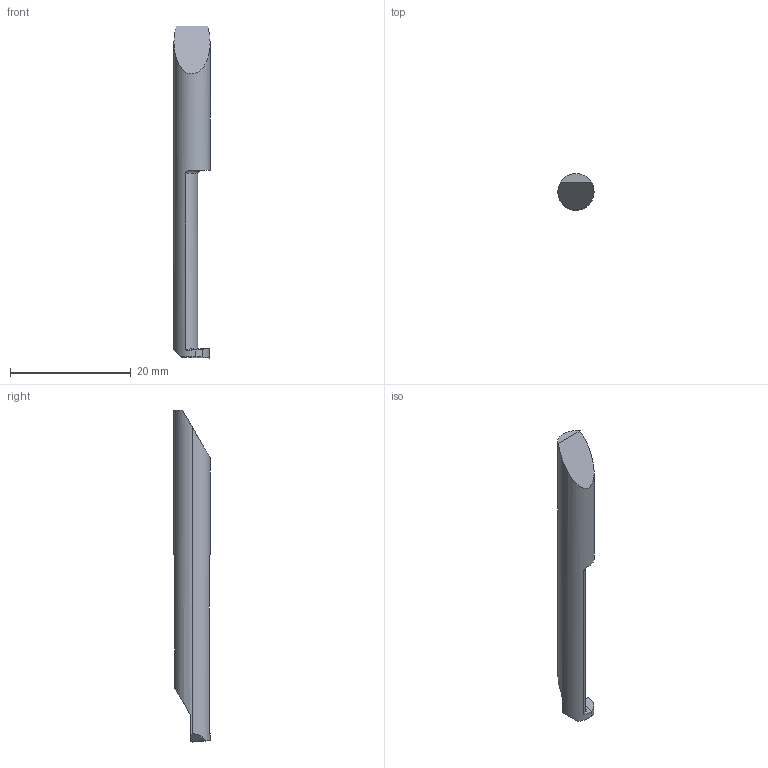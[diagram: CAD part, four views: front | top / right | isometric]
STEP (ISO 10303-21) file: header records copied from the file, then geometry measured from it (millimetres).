
FILE_DESCRIPTION(/* description */ (''),/* implementation_level */ '2;1');
FILE_NAME(/* name */ '1646655757962.stp',/* time_stamp */ '2022-03-07T17:52:51+05:00',/* author */ (''),/* organization */ ('SMS'),/* preprocessor_version */ 'ST-DEVELOPER v16.7',/* originating_system */ 'SIEMENS PLM Software NX 12.0',/* authorisation */ '');
FILE_SCHEMA (('AUTOMOTIVE_DESIGN { 1 0 10303 214 3 1 1 1 }'));
Length unit declared in the file: millimetre
Products named in the file (1): 204008577mod000_00
Bounding box: 6 x 6 x 55 mm (x, y, z)
Volume: 1057.3 mm3; surface area: 919.6 mm2
Topology: 2 solids, 2 shells, 28 faces, 70 edges, 49 vertices
Faces by surface type: plane 18, cylinder 7, torus 2, bspline 1
Entity records: 999 total; most frequent: CARTESIAN_POINT 316, ORIENTED_EDGE 138, DIRECTION 118, EDGE_CURVE 69, VERTEX_POINT 45, AXIS2_PLACEMENT_3D 41, LINE 36, VECTOR 36
